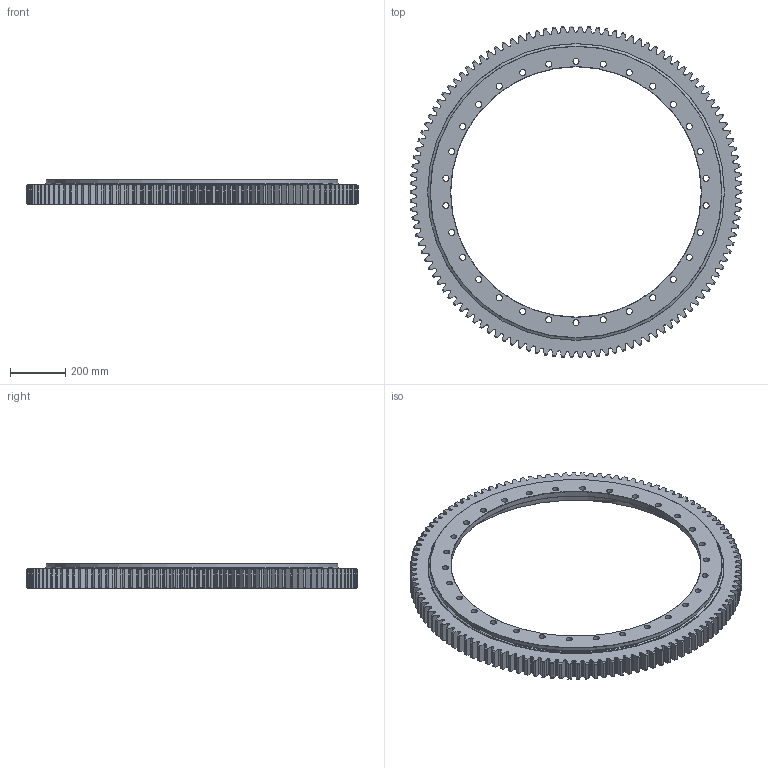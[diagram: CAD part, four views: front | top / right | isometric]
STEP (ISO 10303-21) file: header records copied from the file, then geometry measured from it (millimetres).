
FILE_DESCRIPTION (( 'STEP AP214' ), '1' );
FILE_NAME ('E.1200.32.00.C.STEP', '2020-05-12T13:18:35', ( '' ), ( '' ), 'SwSTEP 2.0', 'SolidWorks 2016', '' );
FILE_SCHEMA (( 'AUTOMOTIVE_DESIGN' ));
Length unit declared in the file: millimetre
Products named in the file (7): C.1200.B32C.A3N.0 - IR Seal; Ball D32; E.1200.32.00.C; C.1200.B32C.A3N.0 - OR; C.1200.B32C.A3N.0 - IR; Grease nipple M10x1mm; C.1200.B32C.A3N.0 - OR Seal
Assembly tree (97 placements, depth 2):
  E.1200.32.00.C
    C.1200.B32C.A3N.0 - IR
    C.1200.B32C.A3N.0 - OR
    Ball D32  x87
    C.1200.B32C.A3N.0 - IR Seal
    C.1200.B32C.A3N.0 - OR Seal
    Grease nipple M10x1mm  x6
Bounding box: 1200 x 1199.79 x 90 mm (x, y, z)
Volume: 23102585.6 mm3; surface area: 2907873.9 mm2
Topology: 97 solids, 97 shells, 1475 faces, 4229 edges, 2787 vertices
Faces by surface type: bspline 590, cone 371, cylinder 208, plane 193, sphere 87, torus 26
Full cylindrical faces by diameter (mm): 3 x6, 9 x6, 10 x6, 17.5 x30, 22 x30, 905 x1, 993 x1, 1041 x2, 1052 x1, 1055 x4, 1058 x1, 1069 x2
Entity records: 47190 total; most frequent: CARTESIAN_POINT 18382, ORIENTED_EDGE 6964, DIRECTION 3728, EDGE_CURVE 3482, VERTEX_POINT 2378, B_SPLINE_CURVE_WITH_KNOTS 1966, EDGE_LOOP 1474, AXIS2_PLACEMENT_3D 1448
